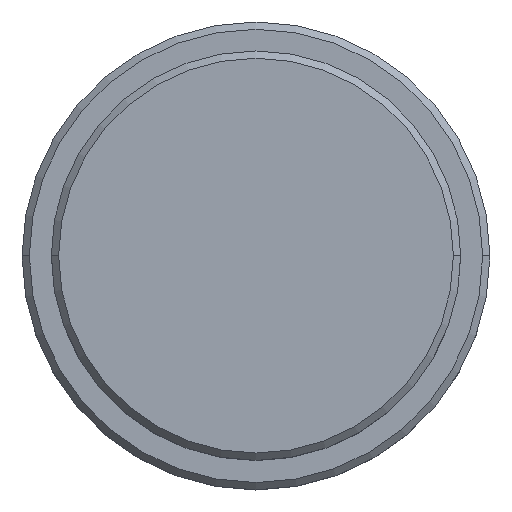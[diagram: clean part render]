
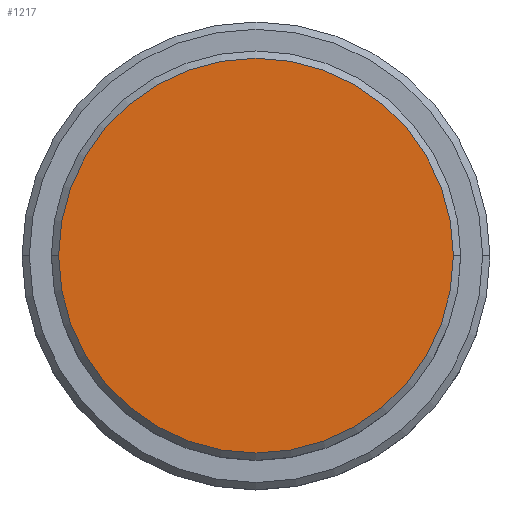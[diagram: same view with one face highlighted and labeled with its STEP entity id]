
A CAD part, top view. The second image highlights one B-rep face of the part: STEP entity #1217.
In plain terms, the highlighted planar face has unit normal (0, 0, 1).
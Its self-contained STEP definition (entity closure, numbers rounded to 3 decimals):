
#70 = DIRECTION ( 'NONE',  ( 1., 0., 0. ) ) ;
#78 = EDGE_LOOP ( 'NONE', ( #357, #318 ) ) ;
#162 = DIRECTION ( 'NONE',  ( 0., 0., 1. ) ) ;
#257 = VERTEX_POINT ( 'NONE', #404 ) ;
#307 = DIRECTION ( 'NONE',  ( 1., 0., 0. ) ) ;
#318 = ORIENTED_EDGE ( 'NONE', *, *, #705, .T. ) ;
#357 = ORIENTED_EDGE ( 'NONE', *, *, #820, .T. ) ;
#404 = CARTESIAN_POINT ( 'NONE',  ( -13.5, 0., 0. ) ) ;
#541 = AXIS2_PLACEMENT_3D ( 'NONE', #910, #692, #1344 ) ;
#692 = DIRECTION ( 'NONE',  ( 0., 0., 1. ) ) ;
#705 = EDGE_CURVE ( 'NONE', #1082, #257, #844, .T. ) ;
#759 = AXIS2_PLACEMENT_3D ( 'NONE', #868, #1304, #307 ) ;
#820 = EDGE_CURVE ( 'NONE', #257, #1082, #1126, .T. ) ;
#844 = CIRCLE ( 'NONE', #541, 13.5 ) ;
#868 = CARTESIAN_POINT ( 'NONE',  ( 0., 0., 0. ) ) ;
#910 = CARTESIAN_POINT ( 'NONE',  ( 0., 0., 0. ) ) ;
#921 = AXIS2_PLACEMENT_3D ( 'NONE', #1143, #162, #70 ) ;
#970 = FACE_OUTER_BOUND ( 'NONE', #78, .T. ) ;
#988 = PLANE ( 'NONE',  #759 ) ;
#1082 = VERTEX_POINT ( 'NONE', #1389 ) ;
#1126 = CIRCLE ( 'NONE', #921, 13.5 ) ;
#1143 = CARTESIAN_POINT ( 'NONE',  ( 0., 0., 0. ) ) ;
#1217 = ADVANCED_FACE ( 'NONE', ( #970 ), #988, .T. ) ;
#1304 = DIRECTION ( 'NONE',  ( 0., 0., 1. ) ) ;
#1344 = DIRECTION ( 'NONE',  ( 1., 0., 0. ) ) ;
#1389 = CARTESIAN_POINT ( 'NONE',  ( 13.5, 0., 0. ) ) ;
